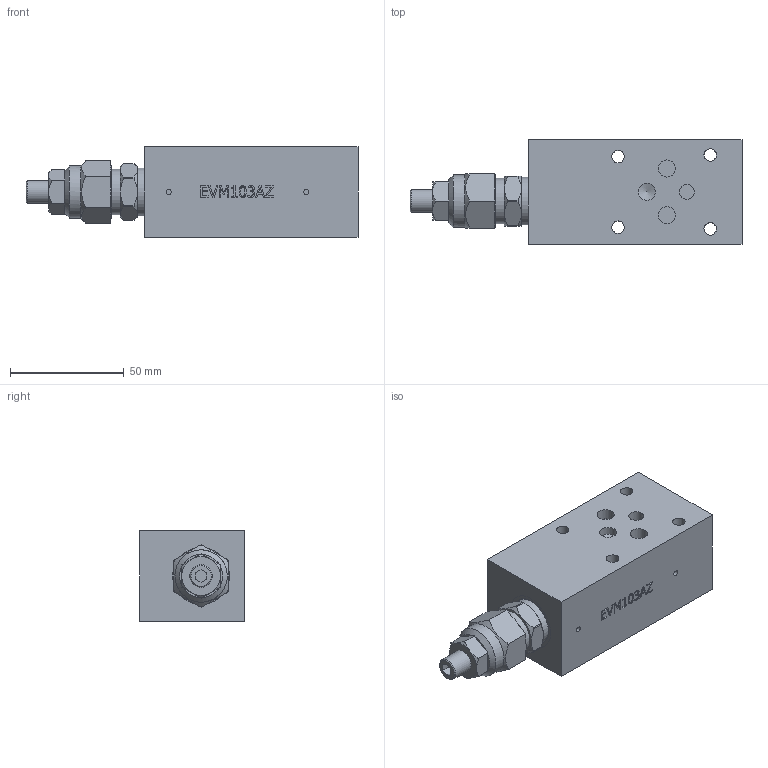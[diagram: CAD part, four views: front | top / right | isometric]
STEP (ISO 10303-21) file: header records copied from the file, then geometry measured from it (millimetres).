
FILE_DESCRIPTION(/* description */ (''),/* implementation_level */ '2;1');
FILE_NAME(/* name */ 'EVM103AZ.stp',/* time_stamp */ '2016-05-10T16:45:19+02:00',/* author */ ('Lemoine2'),/* organization */ (''),/* preprocessor_version */ 'ST-DEVELOPER v16.1',/* originating_system */ 'Autodesk Inventor 2016',/* authorisation */ '');
FILE_SCHEMA (('AUTOMOTIVE_DESIGN { 1 0 10303 214 3 1 1 }'));
Length unit declared in the file: millimetre
Products named in the file (1): EVM103AZ
Bounding box: 146 x 46 x 40 mm (x, y, z)
Volume: 182691.2 mm3; surface area: 28359.7 mm2
Topology: 2 solids, 2 shells, 249 faces, 637 edges, 422 vertices
Faces by surface type: plane 169, bspline 32, cone 24, cylinder 24
Full cylindrical faces by diameter (mm): 2.3 x2, 5.5 x4, 6.5 x3, 7.5 x5, 10 x1, 12 x4, 20 x1, 21 x2, 23 x1, 25 x1
Entity records: 7470 total; most frequent: CARTESIAN_POINT 1757, ORIENTED_EDGE 1172, DIRECTION 1017, EDGE_CURVE 586, VERTEX_POINT 401, LINE 359, VECTOR 359, AXIS2_PLACEMENT_3D 329
